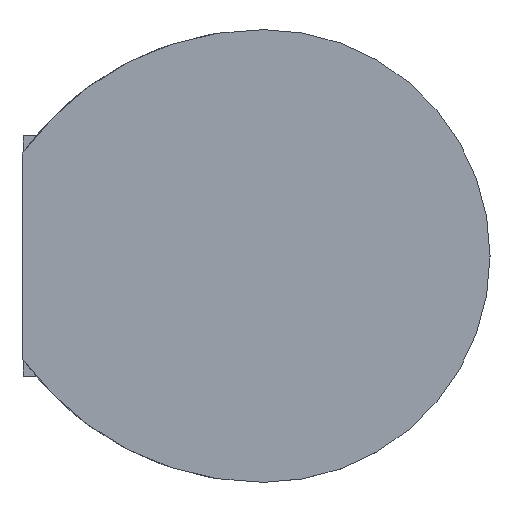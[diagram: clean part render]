
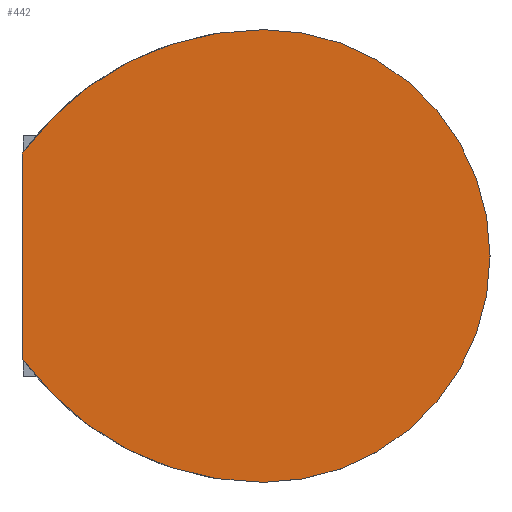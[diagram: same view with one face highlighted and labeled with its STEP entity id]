
A CAD part, top view. The second image highlights one B-rep face of the part: STEP entity #442.
In plain terms, the highlighted planar face has unit normal (0, 0, 1).
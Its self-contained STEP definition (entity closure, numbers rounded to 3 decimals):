
#165=CARTESIAN_POINT('',(0.,9.253,4.));
#166=DIRECTION('',(0.,0.,1.));
#167=DIRECTION('',(-0.814,-0.581,0.));
#168=AXIS2_PLACEMENT_3D('',#165,#166,#167);
#170=DIRECTION('',(0.,-1.,0.));
#171=VECTOR('',#170,26.8);
#172=CARTESIAN_POINT('',(-31.75,13.4,4.));
#173=LINE('',#172,#171);
#174=CARTESIAN_POINT('',(0.,-9.253,4.));
#175=DIRECTION('',(0.,0.,1.));
#176=DIRECTION('',(0.,1.,0.));
#177=AXIS2_PLACEMENT_3D('',#174,#175,#176);
#188=CARTESIAN_POINT('',(0.,0.,4.));
#189=DIRECTION('',(0.,0.,1.));
#190=DIRECTION('',(0.,-1.,0.));
#191=AXIS2_PLACEMENT_3D('',#188,#189,#190);
#219=CARTESIAN_POINT('',(-31.75,13.4,4.));
#220=CARTESIAN_POINT('',(-31.75,-13.4,4.));
#221=VERTEX_POINT('',#219);
#222=VERTEX_POINT('',#220);
#228=CARTESIAN_POINT('',(0.,29.75,4.));
#230=VERTEX_POINT('',#228);
#232=CARTESIAN_POINT('',(0.,-29.75,4.));
#234=VERTEX_POINT('',#232);
#429=CARTESIAN_POINT('',(0.,0.,4.));
#430=DIRECTION('',(0.,0.,1.));
#431=DIRECTION('',(1.,0.,0.));
#432=AXIS2_PLACEMENT_3D('',#429,#430,#431);
#433=PLANE('',#432);
#435=ORIENTED_EDGE('',*,*,#434,.F.);
#436=ORIENTED_EDGE('',*,*,#407,.F.);
#437=ORIENTED_EDGE('',*,*,#420,.F.);
#439=ORIENTED_EDGE('',*,*,#438,.F.);
#440=EDGE_LOOP('',(#435,#436,#437,#439));
#441=FACE_OUTER_BOUND('',#440,.F.);
#169=CIRCLE('',#168,39.003);
#178=CIRCLE('',#177,39.003);
#192=CIRCLE('',#191,29.75);
#407=EDGE_CURVE('',#222,#234,#169,.T.);
#420=EDGE_CURVE('',#221,#222,#173,.T.);
#434=EDGE_CURVE('',#234,#230,#192,.T.);
#438=EDGE_CURVE('',#230,#221,#178,.T.);
#442=ADVANCED_FACE('',(#441),#433,.T.);
